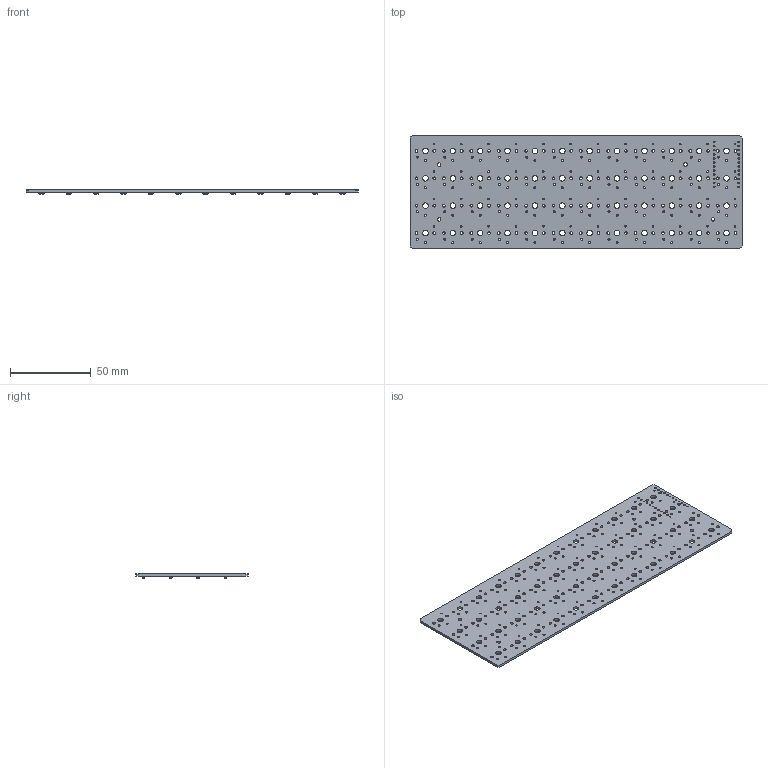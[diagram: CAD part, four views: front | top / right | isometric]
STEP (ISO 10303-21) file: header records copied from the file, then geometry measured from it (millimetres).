
FILE_DESCRIPTION(('KiCad electronic assembly'),'2;1');
FILE_NAME('pcb.step','2025-07-14T21:49:24',('Pcbnew'),('Kicad'), 'Open CASCADE STEP processor 7.8','KiCad to STEP converter','Unknown' );
FILE_SCHEMA(('AUTOMOTIVE_DESIGN { 1 0 10303 214 1 1 1 1 }'));
Length unit declared in the file: millimetre
Products named in the file (3): pcb 1; D_SOD-123; pcb_PCB
Assembly tree (49 placements, depth 2):
  pcb 1
    D_SOD-123  x48
    pcb_PCB
Bounding box: 206.15 x 70.15 x 2.85 mm (x, y, z)
Volume: 20777.1 mm3; surface area: 31527.9 mm2
Topology: 49 solids, 49 shells, 3550 faces, 8484 edges, 5080 vertices
Faces by surface type: plane 1602, bspline 1248, cylinder 700
Full cylindrical faces by diameter (mm): 0.991 x48, 1 x24, 1.27 x96, 1.702 x96, 2.2 x4, 3.429 x48
Entity records: 15580 total; most frequent: DIRECTION 2618, CARTESIAN_POINT 2469, ORIENTED_EDGE 2304, EDGE_CURVE 1152, AXIS2_PLACEMENT_3D 1073, FACE_BOUND 1034, EDGE_LOOP 1034, VERTEX_POINT 756
